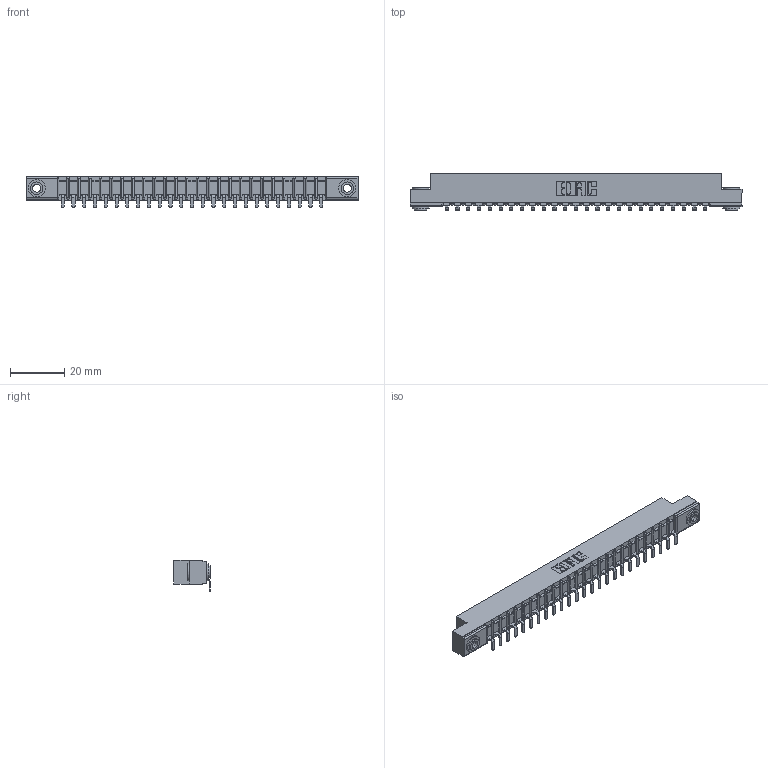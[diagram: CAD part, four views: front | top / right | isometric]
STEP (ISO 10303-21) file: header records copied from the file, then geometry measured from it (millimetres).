
FILE_DESCRIPTION (( 'STEP AP203' ), '1' );
FILE_NAME ('307-025-553-103.STEP', '2018-08-04T13:14:24', ( '' ), ( '' ), 'SwSTEP 2.0', 'SolidWorks 2016', '' );
FILE_SCHEMA (( 'CONFIG_CONTROL_DESIGN' ));
Length unit declared in the file: inch
Products named in the file (4): 307 Part_.156 Dia Mounting Holes; 307-290-002_553; 345-250-002_345-250-002-102; 307-025-553-103
Assembly tree (28 placements, depth 2):
  307-025-553-103
    307 Part_.156 Dia Mounting Holes
    307-290-002_553  x25
    345-250-002_345-250-002-102  x2
Bounding box: 122.07 x 13.36 x 11.51 mm (x, y, z)
Volume: 8061.7 mm3; surface area: 15081.3 mm2
Topology: 28 solids, 28 shells, 2146 faces, 6535 edges, 4282 vertices
Faces by surface type: plane 1269, cylinder 817, sphere 52, cone 8
Entity records: 25447 total; most frequent: CARTESIAN_POINT 4269, ORIENTED_EDGE 4250, DIRECTION 4171, EDGE_CURVE 2125, LINE 1611, VECTOR 1611, VERTEX_POINT 1378, AXIS2_PLACEMENT_3D 1280
